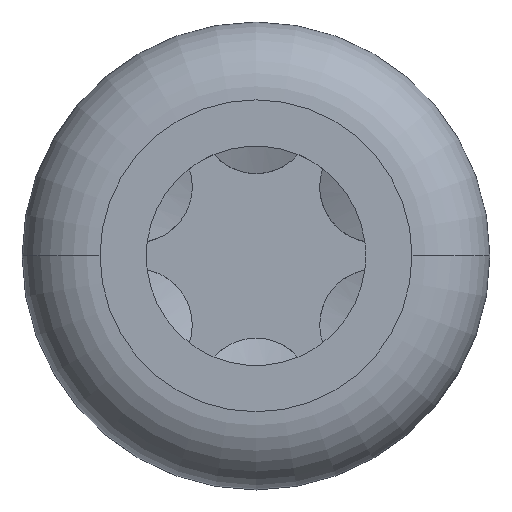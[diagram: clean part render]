
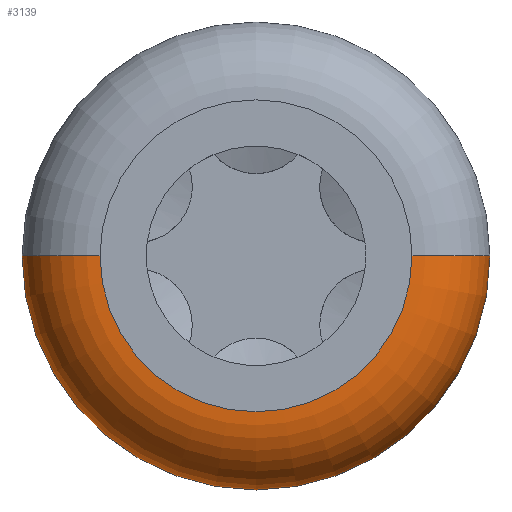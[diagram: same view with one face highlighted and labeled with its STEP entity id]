
A CAD part, top view. The second image highlights one B-rep face of the part: STEP entity #3139.
In plain terms, the highlighted toroidal (fillet/blend) face has major radius 2.726 mm and minor radius 1.363 mm.
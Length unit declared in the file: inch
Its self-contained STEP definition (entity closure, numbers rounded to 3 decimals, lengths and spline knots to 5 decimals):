
#42 = DIRECTION ( 'NONE',  ( 0., 0., -1. ) ) ;
#178 = AXIS2_PLACEMENT_3D ( 'NONE', #332, #2955, #635 ) ;
#332 = CARTESIAN_POINT ( 'NONE',  ( 0., 0., 0.06133 ) ) ;
#378 = CARTESIAN_POINT ( 'NONE',  ( 0.10733, 0., 0.115 ) ) ;
#486 = CIRCLE ( 'NONE', #3849, 0.161 ) ;
#512 = ORIENTED_EDGE ( 'NONE', *, *, #1802, .T. ) ;
#635 = DIRECTION ( 'NONE',  ( -1., 0., 0. ) ) ;
#665 = DIRECTION ( 'NONE',  ( -1., 0., 0. ) ) ;
#1561 = EDGE_CURVE ( 'NONE', #3412, #2799, #3616, .T. ) ;
#1655 = VERTEX_POINT ( 'NONE', #2732 ) ;
#1755 = CARTESIAN_POINT ( 'NONE',  ( -0.161, 0., 0.06133 ) ) ;
#1782 = DIRECTION ( 'NONE',  ( 0., 1., 0. ) ) ;
#1802 = EDGE_CURVE ( 'NONE', #1655, #3212, #4126, .T. ) ;
#1963 = AXIS2_PLACEMENT_3D ( 'NONE', #2484, #3510, #2541 ) ;
#2109 = DIRECTION ( 'NONE',  ( -1., 0., 0. ) ) ;
#2317 = DIRECTION ( 'NONE',  ( 0., 0., -1. ) ) ;
#2452 = EDGE_LOOP ( 'NONE', ( #3875, #3318, #512, #3324 ) ) ;
#2456 = AXIS2_PLACEMENT_3D ( 'NONE', #2604, #42, #665 ) ;
#2484 = CARTESIAN_POINT ( 'NONE',  ( -0.10733, 0., 0.06133 ) ) ;
#2541 = DIRECTION ( 'NONE',  ( 0., 0., -1. ) ) ;
#2604 = CARTESIAN_POINT ( 'NONE',  ( 0., 0., 0.115 ) ) ;
#2676 = TOROIDAL_SURFACE ( 'NONE', #178, 0.10733, 0.05367 ) ;
#2732 = CARTESIAN_POINT ( 'NONE',  ( -0.10733, 0., 0.115 ) ) ;
#2771 = CARTESIAN_POINT ( 'NONE',  ( 0.161, 0., 0.06133 ) ) ;
#2799 = VERTEX_POINT ( 'NONE', #2771 ) ;
#2809 = CARTESIAN_POINT ( 'NONE',  ( 0.10733, 0., 0.06133 ) ) ;
#2886 = FACE_OUTER_BOUND ( 'NONE', #2452, .T. ) ;
#2922 = CARTESIAN_POINT ( 'NONE',  ( 0., 0., 0.06133 ) ) ;
#2955 = DIRECTION ( 'NONE',  ( 0., 0., -1. ) ) ;
#3036 = EDGE_CURVE ( 'NONE', #2799, #3212, #486, .T. ) ;
#3088 = EDGE_CURVE ( 'NONE', #3412, #1655, #4217, .T. ) ;
#3139 = ADVANCED_FACE ( 'NONE', ( #2886 ), #2676, .T. ) ;
#3212 = VERTEX_POINT ( 'NONE', #1755 ) ;
#3242 = DIRECTION ( 'NONE',  ( -1., 0., 0. ) ) ;
#3318 = ORIENTED_EDGE ( 'NONE', *, *, #3088, .T. ) ;
#3324 = ORIENTED_EDGE ( 'NONE', *, *, #3036, .F. ) ;
#3412 = VERTEX_POINT ( 'NONE', #378 ) ;
#3510 = DIRECTION ( 'NONE',  ( 0., -1., 0. ) ) ;
#3616 = CIRCLE ( 'NONE', #3949, 0.05367 ) ;
#3849 = AXIS2_PLACEMENT_3D ( 'NONE', #2922, #2317, #3242 ) ;
#3875 = ORIENTED_EDGE ( 'NONE', *, *, #1561, .F. ) ;
#3949 = AXIS2_PLACEMENT_3D ( 'NONE', #2809, #1782, #2109 ) ;
#4126 = CIRCLE ( 'NONE', #1963, 0.05367 ) ;
#4217 = CIRCLE ( 'NONE', #2456, 0.10733 ) ;
